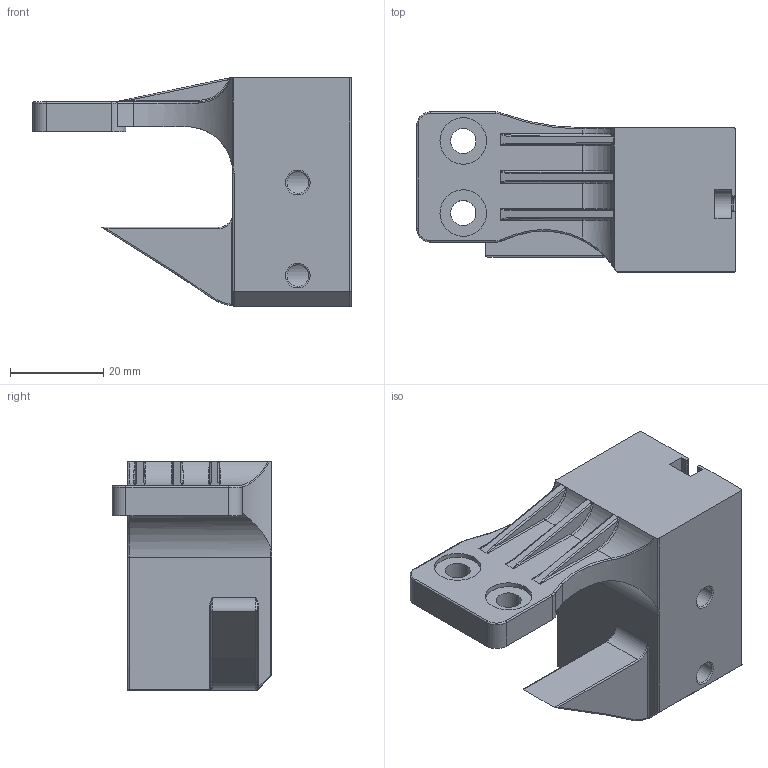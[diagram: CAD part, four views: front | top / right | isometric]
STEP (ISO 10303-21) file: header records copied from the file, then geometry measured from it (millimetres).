
FILE_DESCRIPTION(/* description */ (''),/* implementation_level */ '2;1');
FILE_NAME(/* name */ 'Docking Station AlphaV1.step',/* time_stamp */ '2023-04-21T12:56:42-04:00',/* author */ (''),/* organization */ (''),/* preprocessor_version */ 'ST-DEVELOPER v19.2',/* originating_system */ 'Autodesk Translation Framework v12.4.0.73',/* authorisation */ '');
FILE_SCHEMA (('AUTOMOTIVE_DESIGN { 1 0 10303 214 3 1 1 }'));
Length unit declared in the file: millimetre
Products named in the file (1): Docking Station AlphaV1
Bounding box: 68.48 x 34.38 x 49.08 mm (x, y, z)
Volume: 33146.7 mm3; surface area: 12452.5 mm2
Topology: 1 solids, 1 shells, 178 faces, 458 edges, 283 vertices
Faces by surface type: cylinder 64, plane 54, bspline 33, torus 25, cone 2
Full cylindrical faces by diameter (mm): 4.7 x2, 5.4 x2, 6.2 x1, 8.3 x2, 10 x2
Entity records: 6825 total; most frequent: CARTESIAN_POINT 2590, ORIENTED_EDGE 912, DIRECTION 839, EDGE_CURVE 456, AXIS2_PLACEMENT_3D 326, VERTEX_POINT 283, EDGE_LOOP 189, LINE 187
